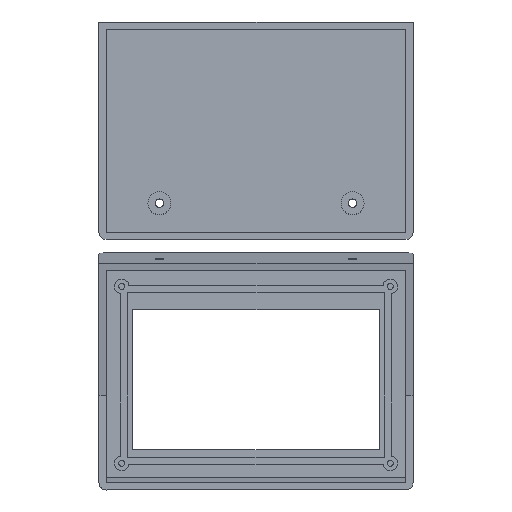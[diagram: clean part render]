
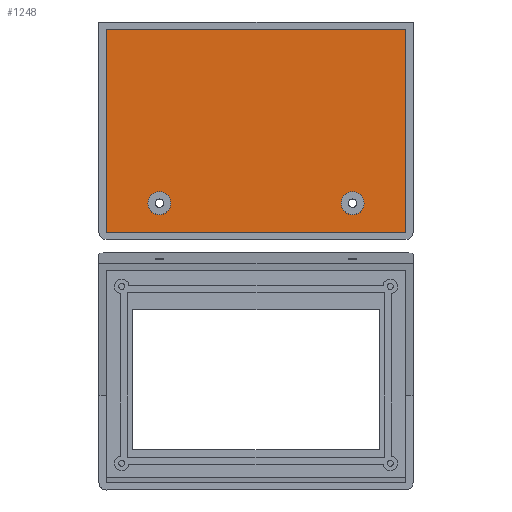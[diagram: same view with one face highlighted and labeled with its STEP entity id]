
A CAD part, top view. The second image highlights one B-rep face of the part: STEP entity #1248.
In plain terms, the highlighted face is planar.
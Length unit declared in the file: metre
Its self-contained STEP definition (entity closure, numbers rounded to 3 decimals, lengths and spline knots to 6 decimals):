
#164=LINE('',#2098,#277);
#165=LINE('',#2100,#278);
#168=LINE('',#2106,#281);
#169=LINE('',#2108,#282);
#277=VECTOR('',#1745,1.);
#278=VECTOR('',#1748,1.);
#281=VECTOR('',#1753,1.);
#282=VECTOR('',#1756,1.);
#599=ORIENTED_EDGE('',*,*,#762,.T.);
#600=ORIENTED_EDGE('',*,*,#759,.T.);
#601=ORIENTED_EDGE('',*,*,#758,.F.);
#602=ORIENTED_EDGE('',*,*,#763,.T.);
#603=ORIENTED_EDGE('',*,*,#764,.F.);
#604=ORIENTED_EDGE('',*,*,#765,.F.);
#758=EDGE_CURVE('',#869,#868,#164,.T.);
#759=EDGE_CURVE('',#870,#868,#165,.T.);
#762=EDGE_CURVE('',#871,#870,#168,.T.);
#763=EDGE_CURVE('',#869,#871,#169,.T.);
#764=EDGE_CURVE('',#872,#872,#914,.F.);
#765=EDGE_CURVE('',#873,#873,#915,.F.);
#868=VERTEX_POINT('',#2095);
#869=VERTEX_POINT('',#2097);
#870=VERTEX_POINT('',#2101);
#871=VERTEX_POINT('',#2105);
#872=VERTEX_POINT('',#2111);
#873=VERTEX_POINT('',#2114);
#914=CIRCLE('',#1397,0.00475);
#915=CIRCLE('',#1399,0.00475);
#1018=EDGE_LOOP('',(#599,#600,#601,#602));
#1019=EDGE_LOOP('',(#603));
#1020=EDGE_LOOP('',(#604));
#1123=FACE_BOUND('',#1018,.T.);
#1124=FACE_BOUND('',#1019,.T.);
#1125=FACE_BOUND('',#1020,.T.);
#1172=PLANE('',#1400);
#1248=ADVANCED_FACE('',(#1123,#1124,#1125),#1172,.F.);
#1397=AXIS2_PLACEMENT_3D('',#2110,#1759,#1760);
#1399=AXIS2_PLACEMENT_3D('',#2113,#1763,#1764);
#1400=AXIS2_PLACEMENT_3D('',#2115,#1765,#1766);
#1745=DIRECTION('',(0.,-0.985,-0.174));
#1748=DIRECTION('',(1.,0.,0.));
#1753=DIRECTION('',(0.,-0.985,-0.174));
#1756=DIRECTION('',(-1.,0.,0.));
#1759=DIRECTION('',(0.,0.174,-0.985));
#1760=DIRECTION('',(0.,0.985,0.174));
#1763=DIRECTION('',(0.,0.174,-0.985));
#1764=DIRECTION('',(0.,0.985,0.174));
#1765=DIRECTION('',(0.,0.174,-0.985));
#1766=DIRECTION('',(1.,0.,0.));
#2095=CARTESIAN_POINT('',(0.062,0.00117,-0.056902));
#2097=CARTESIAN_POINT('',(0.062,0.083894,-0.042315));
#2098=CARTESIAN_POINT('',(0.062,0.042532,-0.049608));
#2100=CARTESIAN_POINT('',(-0.065,0.00117,-0.056902));
#2101=CARTESIAN_POINT('',(-0.062,0.00117,-0.056902));
#2105=CARTESIAN_POINT('',(-0.062,0.083894,-0.042315));
#2106=CARTESIAN_POINT('',(-0.062,0.042532,-0.049608));
#2108=CARTESIAN_POINT('',(0.,0.083894,-0.042315));
#2110=CARTESIAN_POINT('',(0.04,0.012988,-0.054818));
#2111=CARTESIAN_POINT('',(0.04,0.017665,-0.053993));
#2113=CARTESIAN_POINT('',(-0.04,0.012988,-0.054818));
#2114=CARTESIAN_POINT('',(-0.04,0.017665,-0.053993));
#2115=CARTESIAN_POINT('',(0.,0.042532,-0.049608));
